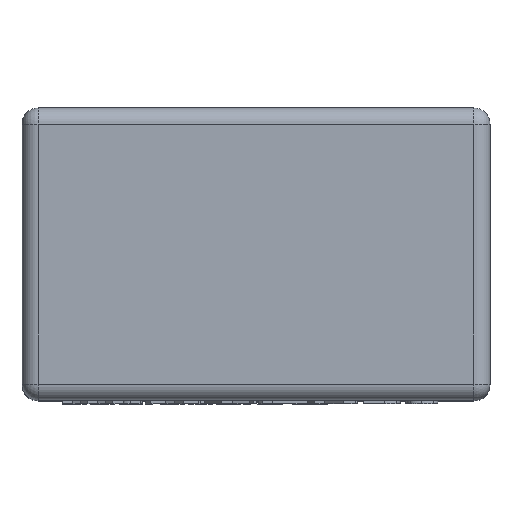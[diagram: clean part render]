
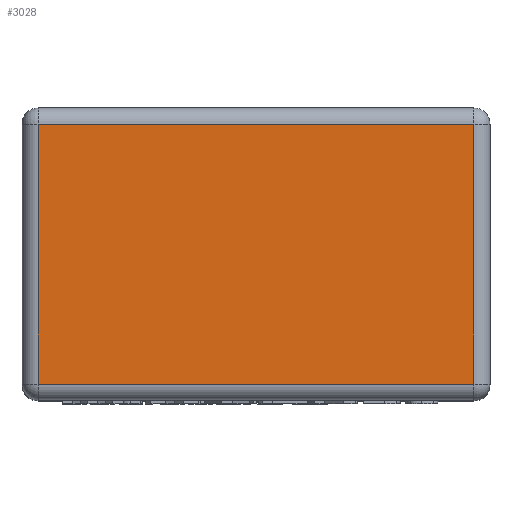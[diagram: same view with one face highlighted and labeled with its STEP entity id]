
A CAD part, top view. The second image highlights one B-rep face of the part: STEP entity #3028.
In plain terms, the highlighted planar face has unit normal (0, 0, 1).
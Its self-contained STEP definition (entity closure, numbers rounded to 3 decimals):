
#193 = VERTEX_POINT('',#194);
#194 = CARTESIAN_POINT('',(-3.35,2.,6.));
#201 = EDGE_CURVE('',#193,#202,#204,.T.);
#202 = VERTEX_POINT('',#203);
#203 = CARTESIAN_POINT('',(-3.35,-2.,6.));
#204 = LINE('',#205,#206);
#205 = CARTESIAN_POINT('',(-3.35,2.25,6.));
#206 = VECTOR('',#207,1.);
#207 = DIRECTION('',(0.,-1.,0.));
#3028 = ADVANCED_FACE('',(#3029),#3054,.T.);
#3029 = FACE_BOUND('',#3030,.T.);
#3030 = EDGE_LOOP('',(#3031,#3039,#3047,#3053));
#3031 = ORIENTED_EDGE('',*,*,#3032,.T.);
#3032 = EDGE_CURVE('',#202,#3033,#3035,.T.);
#3033 = VERTEX_POINT('',#3034);
#3034 = CARTESIAN_POINT('',(3.35,-2.,6.));
#3035 = LINE('',#3036,#3037);
#3036 = CARTESIAN_POINT('',(-3.6,-2.,6.));
#3037 = VECTOR('',#3038,1.);
#3038 = DIRECTION('',(1.,0.,0.));
#3039 = ORIENTED_EDGE('',*,*,#3040,.F.);
#3040 = EDGE_CURVE('',#3041,#3033,#3043,.T.);
#3041 = VERTEX_POINT('',#3042);
#3042 = CARTESIAN_POINT('',(3.35,2.,6.));
#3043 = LINE('',#3044,#3045);
#3044 = CARTESIAN_POINT('',(3.35,2.25,6.));
#3045 = VECTOR('',#3046,1.);
#3046 = DIRECTION('',(0.,-1.,0.));
#3047 = ORIENTED_EDGE('',*,*,#3048,.F.);
#3048 = EDGE_CURVE('',#193,#3041,#3049,.T.);
#3049 = LINE('',#3050,#3051);
#3050 = CARTESIAN_POINT('',(-3.6,2.,6.));
#3051 = VECTOR('',#3052,1.);
#3052 = DIRECTION('',(1.,0.,0.));
#3053 = ORIENTED_EDGE('',*,*,#201,.T.);
#3054 = PLANE('',#3055);
#3055 = AXIS2_PLACEMENT_3D('',#3056,#3057,#3058);
#3056 = CARTESIAN_POINT('',(-3.6,2.25,6.));
#3057 = DIRECTION('',(0.,0.,1.));
#3058 = DIRECTION('',(1.,0.,0.));
